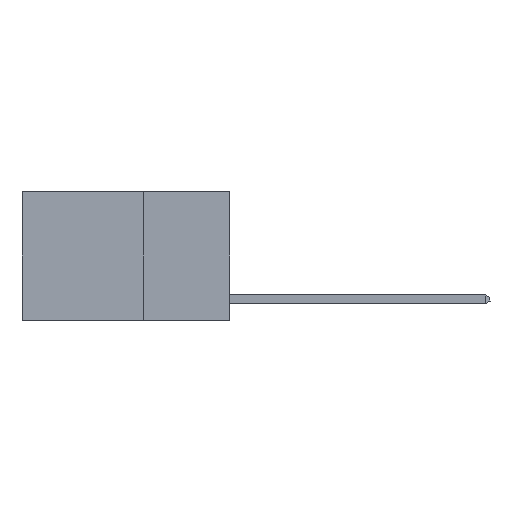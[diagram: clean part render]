
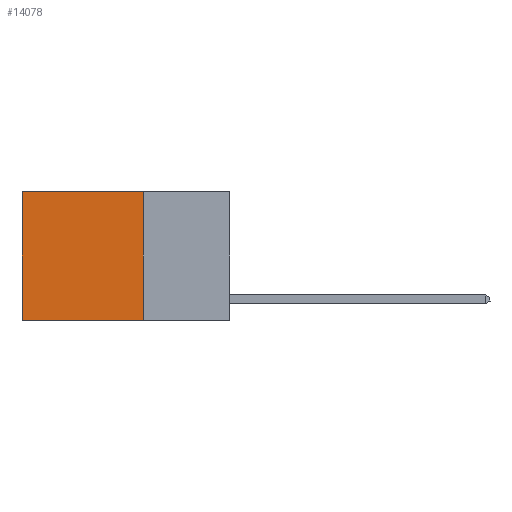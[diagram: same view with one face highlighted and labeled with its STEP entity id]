
A CAD part, left-side view. The second image highlights one B-rep face of the part: STEP entity #14078.
In plain terms, the highlighted planar face has unit normal (-1, 0, 0).
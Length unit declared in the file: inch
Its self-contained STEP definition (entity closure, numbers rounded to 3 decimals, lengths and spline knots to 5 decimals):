
#284 = CARTESIAN_POINT ( 'NONE',  ( 0.2625, 0.6, 0. ) ) ;
#297 = EDGE_CURVE ( 'NONE', #17103, #8168, #3227, .T. ) ;
#440 = EDGE_CURVE ( 'NONE', #11778, #17103, #3551, .T. ) ;
#1366 = ORIENTED_EDGE ( 'NONE', *, *, #20904, .F. ) ;
#1453 = ORIENTED_EDGE ( 'NONE', *, *, #440, .T. ) ;
#2262 = VECTOR ( 'NONE', #6408, 39.37008 ) ;
#3227 = LINE ( 'NONE', #284, #19898 ) ;
#3551 = LINE ( 'NONE', #4335, #2262 ) ;
#3577 = VERTEX_POINT ( 'NONE', #10560 ) ;
#4335 = CARTESIAN_POINT ( 'NONE',  ( 0.2625, 0.25, 0. ) ) ;
#4901 = CARTESIAN_POINT ( 'NONE',  ( 0.2625, 0.6, -0.37 ) ) ;
#5415 = DIRECTION ( 'NONE',  ( 0., 0., -1. ) ) ;
#5707 = EDGE_LOOP ( 'NONE', ( #12773, #14306, #1366, #1453 ) ) ;
#6408 = DIRECTION ( 'NONE',  ( 0., 1., 0. ) ) ;
#6881 = DIRECTION ( 'NONE',  ( 0., 1., 0. ) ) ;
#8168 = VERTEX_POINT ( 'NONE', #4901 ) ;
#8611 = VECTOR ( 'NONE', #6881, 39.37008 ) ;
#9044 = DIRECTION ( 'NONE',  ( 0., 0., -1. ) ) ;
#10067 = CARTESIAN_POINT ( 'NONE',  ( 0.2625, 0.25, 0. ) ) ;
#10560 = CARTESIAN_POINT ( 'NONE',  ( 0.2625, 0.25, -0.37 ) ) ;
#11778 = VERTEX_POINT ( 'NONE', #10067 ) ;
#12153 = VECTOR ( 'NONE', #24225, 39.37008 ) ;
#12773 = ORIENTED_EDGE ( 'NONE', *, *, #297, .T. ) ;
#13596 = DIRECTION ( 'NONE',  ( 1., 0., 0. ) ) ;
#14078 = ADVANCED_FACE ( 'NONE', ( #21380 ), #17603, .F. ) ;
#14306 = ORIENTED_EDGE ( 'NONE', *, *, #15981, .F. ) ;
#15981 = EDGE_CURVE ( 'NONE', #3577, #8168, #25289, .T. ) ;
#16271 = CARTESIAN_POINT ( 'NONE',  ( 0.2625, 0.25, 0. ) ) ;
#16341 = LINE ( 'NONE', #16271, #12153 ) ;
#17103 = VERTEX_POINT ( 'NONE', #17599 ) ;
#17599 = CARTESIAN_POINT ( 'NONE',  ( 0.2625, 0.6, 0. ) ) ;
#17603 = PLANE ( 'NONE',  #26369 ) ;
#19898 = VECTOR ( 'NONE', #9044, 39.37008 ) ;
#20904 = EDGE_CURVE ( 'NONE', #11778, #3577, #16341, .T. ) ;
#21098 = CARTESIAN_POINT ( 'NONE',  ( 0.2625, 0.25, -0.37 ) ) ;
#21380 = FACE_OUTER_BOUND ( 'NONE', #5707, .T. ) ;
#21716 = CARTESIAN_POINT ( 'NONE',  ( 0.2625, 0.25, 0. ) ) ;
#24225 = DIRECTION ( 'NONE',  ( 0., 0., -1. ) ) ;
#25289 = LINE ( 'NONE', #21098, #8611 ) ;
#26369 = AXIS2_PLACEMENT_3D ( 'NONE', #21716, #13596, #5415 ) ;
